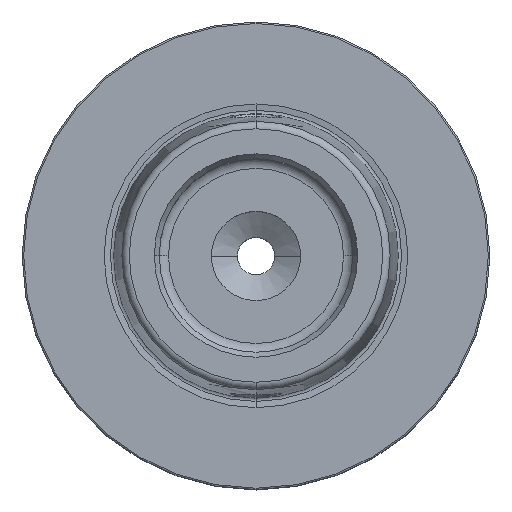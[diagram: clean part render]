
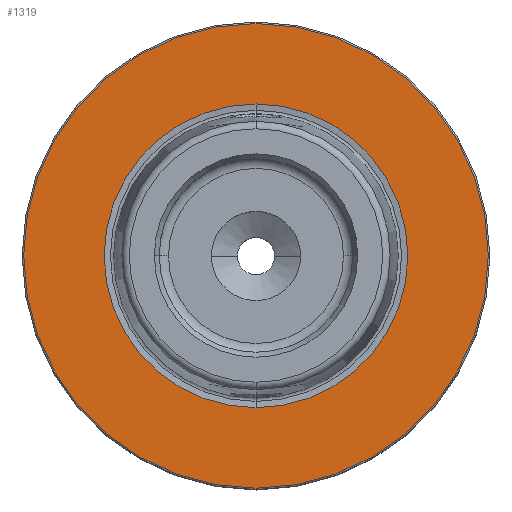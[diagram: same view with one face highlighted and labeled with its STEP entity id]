
A CAD part, top view. The second image highlights one B-rep face of the part: STEP entity #1319.
In plain terms, the highlighted planar face has unit normal (0, 0, 1).
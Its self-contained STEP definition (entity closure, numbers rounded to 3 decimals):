
#12 = DIRECTION ( 'NONE',  ( 0., 0., -1. ) ) ;
#37 = DIRECTION ( 'NONE',  ( 0., 0., 1. ) ) ;
#56 = DIRECTION ( 'NONE',  ( 0., -1., 0. ) ) ;
#142 = EDGE_LOOP ( 'NONE', ( #3378, #1457 ) ) ;
#395 = CIRCLE ( 'NONE', #2381, 31.27 ) ;
#540 = ORIENTED_EDGE ( 'NONE', *, *, #1618, .T. ) ;
#596 = PLANE ( 'NONE',  #682 ) ;
#682 = AXIS2_PLACEMENT_3D ( 'NONE', #2671, #1350, #1421 ) ;
#777 = EDGE_CURVE ( 'NONE', #3971, #1461, #3786, .T. ) ;
#995 = AXIS2_PLACEMENT_3D ( 'NONE', #3279, #37, #56 ) ;
#1002 = CARTESIAN_POINT ( 'NONE',  ( 0., 31.27, 0. ) ) ;
#1108 = CIRCLE ( 'NONE', #2025, 20.434 ) ;
#1115 = EDGE_LOOP ( 'NONE', ( #3120, #540 ) ) ;
#1165 = CARTESIAN_POINT ( 'NONE',  ( 0., -31.27, 0. ) ) ;
#1319 = ADVANCED_FACE ( 'NONE', ( #2904, #3524 ), #596, .T. ) ;
#1330 = CIRCLE ( 'NONE', #1669, 20.434 ) ;
#1350 = DIRECTION ( 'NONE',  ( 0., 0., 1. ) ) ;
#1421 = DIRECTION ( 'NONE',  ( 0., -1., 0. ) ) ;
#1457 = ORIENTED_EDGE ( 'NONE', *, *, #777, .T. ) ;
#1461 = VERTEX_POINT ( 'NONE', #1165 ) ;
#1618 = EDGE_CURVE ( 'NONE', #3644, #3932, #1108, .T. ) ;
#1669 = AXIS2_PLACEMENT_3D ( 'NONE', #3755, #3083, #3827 ) ;
#2025 = AXIS2_PLACEMENT_3D ( 'NONE', #3317, #12, #2330 ) ;
#2037 = DIRECTION ( 'NONE',  ( 0., -1., 0. ) ) ;
#2168 = EDGE_CURVE ( 'NONE', #1461, #3971, #395, .T. ) ;
#2330 = DIRECTION ( 'NONE',  ( 0., 1., 0. ) ) ;
#2381 = AXIS2_PLACEMENT_3D ( 'NONE', #2930, #3263, #2037 ) ;
#2622 = CARTESIAN_POINT ( 'NONE',  ( 0., -20.434, 0. ) ) ;
#2671 = CARTESIAN_POINT ( 'NONE',  ( 0., 31.47, 0. ) ) ;
#2886 = CARTESIAN_POINT ( 'NONE',  ( 0., 20.434, 0. ) ) ;
#2904 = FACE_OUTER_BOUND ( 'NONE', #142, .T. ) ;
#2930 = CARTESIAN_POINT ( 'NONE',  ( 0., 0., 0. ) ) ;
#3083 = DIRECTION ( 'NONE',  ( 0., 0., -1. ) ) ;
#3120 = ORIENTED_EDGE ( 'NONE', *, *, #3902, .T. ) ;
#3263 = DIRECTION ( 'NONE',  ( 0., 0., 1. ) ) ;
#3279 = CARTESIAN_POINT ( 'NONE',  ( 0., 0., 0. ) ) ;
#3317 = CARTESIAN_POINT ( 'NONE',  ( 0., 0., 0. ) ) ;
#3378 = ORIENTED_EDGE ( 'NONE', *, *, #2168, .T. ) ;
#3524 = FACE_BOUND ( 'NONE', #1115, .T. ) ;
#3644 = VERTEX_POINT ( 'NONE', #2886 ) ;
#3755 = CARTESIAN_POINT ( 'NONE',  ( 0., 0., 0. ) ) ;
#3786 = CIRCLE ( 'NONE', #995, 31.27 ) ;
#3827 = DIRECTION ( 'NONE',  ( 0., 1., 0. ) ) ;
#3902 = EDGE_CURVE ( 'NONE', #3932, #3644, #1330, .T. ) ;
#3932 = VERTEX_POINT ( 'NONE', #2622 ) ;
#3971 = VERTEX_POINT ( 'NONE', #1002 ) ;
